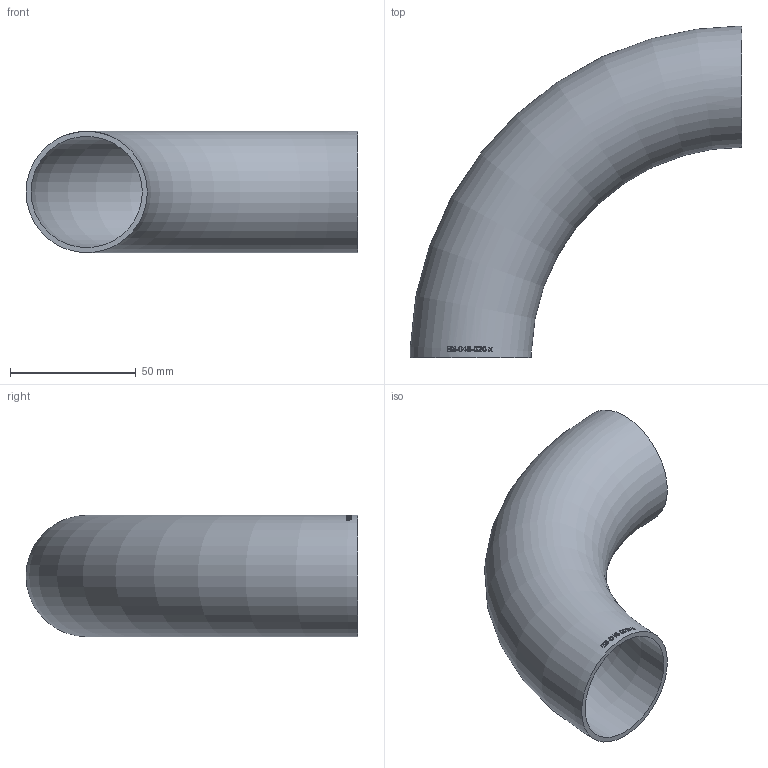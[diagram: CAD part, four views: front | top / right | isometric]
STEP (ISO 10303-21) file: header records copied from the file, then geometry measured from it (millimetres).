
FILE_DESCRIPTION (( 'STEP AP214' ), '1' );
FILE_NAME ('B5-048-020-x Bogen 2004.STEP', '2020-04-03T08:31:40', ( '' ), ( '' ), 'SwSTEP 2.0', 'SolidWorks 2019', '' );
FILE_SCHEMA (( 'AUTOMOTIVE_DESIGN' ));
Length unit declared in the file: millimetre
Products named in the file (1): B5-048-020-x Bogen 2004
Bounding box: 132.15 x 132.15 x 48.3 mm (x, y, z)
Volume: 49351.5 mm3; surface area: 49937.4 mm2
Topology: 1 solids, 1 shells, 159 faces, 415 edges, 277 vertices
Faces by surface type: bspline 135, torus 22, plane 2
Entity records: 17219 total; most frequent: CARTESIAN_POINT 12883, ORIENTED_EDGE 818, EDGE_CURVE 409, B_SPLINE_CURVE_WITH_KNOTS 405, VERTEX_POINT 274, EDGE_LOOP 183, FACE_OUTER_BOUND 161, ADVANCED_FACE 159
